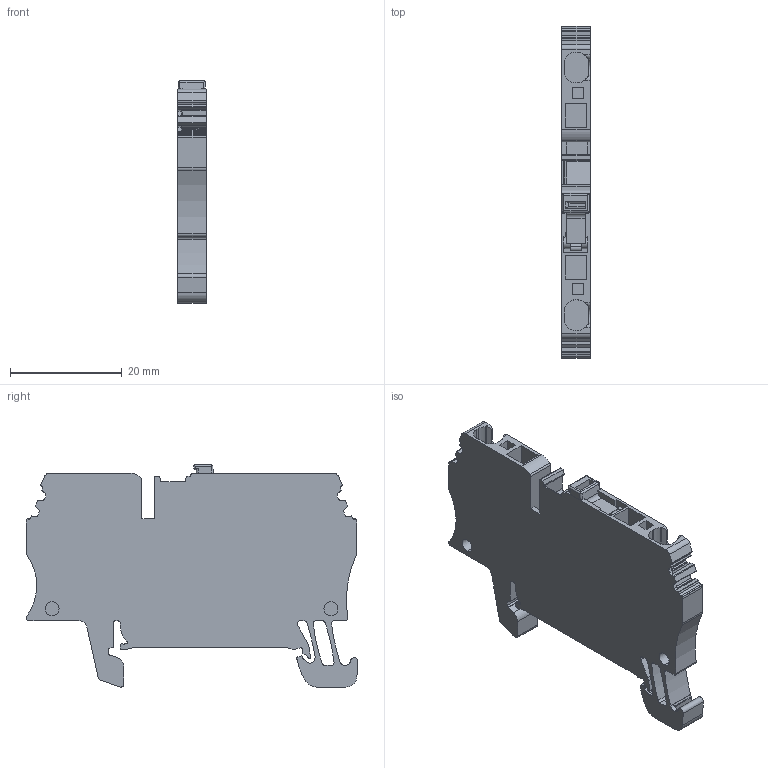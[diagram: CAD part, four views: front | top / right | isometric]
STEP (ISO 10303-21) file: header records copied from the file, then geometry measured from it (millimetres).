
FILE_DESCRIPTION (( 'STEP AP214' ), '1' );
FILE_NAME ('1831280000.STEP', '2016-05-19T09:17:44', ( '' ), ( '' ), 'SwSTEP 2.0', 'SolidWorks 2016', '' );
FILE_SCHEMA (( 'AUTOMOTIVE_DESIGN' ));
Length unit declared in the file: millimetre
Products named in the file (1): 1831280000
Bounding box: 5.1 x 59.48 x 39.85 mm (x, y, z)
Volume: 7592.2 mm3; surface area: 6373.1 mm2
Topology: 2 solids, 2 shells, 474 faces, 1359 edges, 895 vertices
Faces by surface type: plane 234, cylinder 205, bspline 32, cone 3
Entity records: 21748 total; most frequent: CARTESIAN_POINT 4606, ORIENTED_EDGE 2714, DIRECTION 2186, EDGE_CURVE 1357, VERTEX_POINT 895, VECTOR 788, LINE 788, AXIS2_PLACEMENT_3D 699
